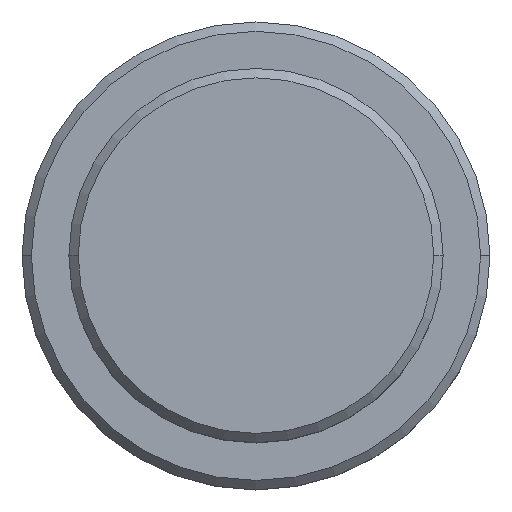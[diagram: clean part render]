
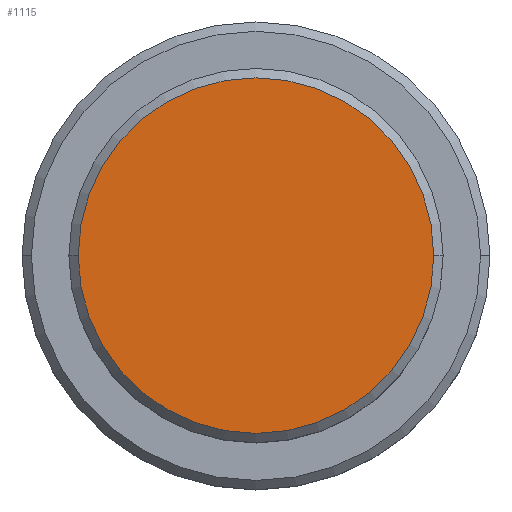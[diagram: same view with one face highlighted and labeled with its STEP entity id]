
A CAD part, top view. The second image highlights one B-rep face of the part: STEP entity #1115.
In plain terms, the highlighted planar face has unit normal (0, 0, 1).
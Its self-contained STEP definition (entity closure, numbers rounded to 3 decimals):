
#34 = DIRECTION ( 'NONE',  ( 0., 0., 1. ) ) ;
#43 = DIRECTION ( 'NONE',  ( 0., 0., 1. ) ) ;
#98 = EDGE_LOOP ( 'NONE', ( #1220, #301 ) ) ;
#235 = CARTESIAN_POINT ( 'NONE',  ( 0., 0., 0. ) ) ;
#300 = EDGE_CURVE ( 'NONE', #1196, #763, #888, .T. ) ;
#301 = ORIENTED_EDGE ( 'NONE', *, *, #578, .T. ) ;
#341 = FACE_OUTER_BOUND ( 'NONE', #98, .T. ) ;
#352 = CIRCLE ( 'NONE', #1161, 9.5 ) ;
#578 = EDGE_CURVE ( 'NONE', #763, #1196, #352, .T. ) ;
#592 = DIRECTION ( 'NONE',  ( 1., 0., 0. ) ) ;
#596 = AXIS2_PLACEMENT_3D ( 'NONE', #235, #691, #925 ) ;
#691 = DIRECTION ( 'NONE',  ( 0., 0., 1. ) ) ;
#763 = VERTEX_POINT ( 'NONE', #933 ) ;
#778 = CARTESIAN_POINT ( 'NONE',  ( -9.5, 0., 0. ) ) ;
#787 = PLANE ( 'NONE',  #596 ) ;
#813 = CARTESIAN_POINT ( 'NONE',  ( 0., 0., 0. ) ) ;
#888 = CIRCLE ( 'NONE', #1203, 9.5 ) ;
#925 = DIRECTION ( 'NONE',  ( 1., 0., 0. ) ) ;
#933 = CARTESIAN_POINT ( 'NONE',  ( 9.5, 0., 0. ) ) ;
#1115 = ADVANCED_FACE ( 'NONE', ( #341 ), #787, .T. ) ;
#1161 = AXIS2_PLACEMENT_3D ( 'NONE', #1325, #43, #1350 ) ;
#1196 = VERTEX_POINT ( 'NONE', #778 ) ;
#1203 = AXIS2_PLACEMENT_3D ( 'NONE', #813, #34, #592 ) ;
#1220 = ORIENTED_EDGE ( 'NONE', *, *, #300, .T. ) ;
#1325 = CARTESIAN_POINT ( 'NONE',  ( 0., 0., 0. ) ) ;
#1350 = DIRECTION ( 'NONE',  ( 1., 0., 0. ) ) ;
